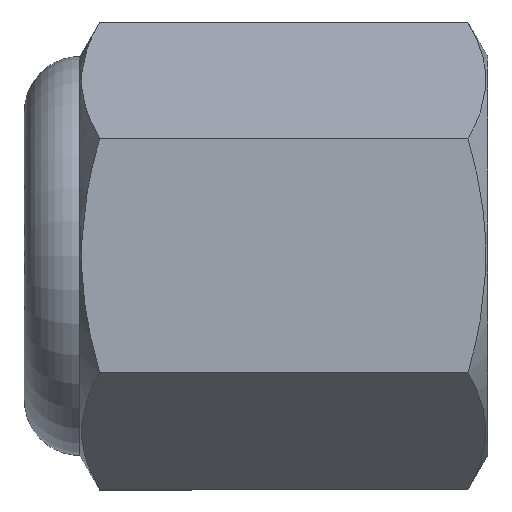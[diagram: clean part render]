
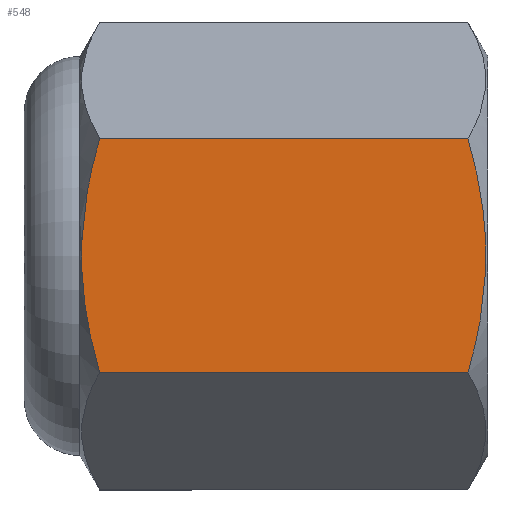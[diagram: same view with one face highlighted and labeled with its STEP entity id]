
A CAD part, top view. The second image highlights one B-rep face of the part: STEP entity #548.
In plain terms, the highlighted planar face has unit normal (0, 0, 1).
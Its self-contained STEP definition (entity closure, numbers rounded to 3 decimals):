
#355=CARTESIAN_POINT('',(12.16,3.206,5.556));
#356=VERTEX_POINT('',#355);
#364=CARTESIAN_POINT('',(12.16,-3.206,5.556));
#365=VERTEX_POINT('',#364);
#366=CARTESIAN_POINT('',(12.16,3.206,5.556));
#367=CARTESIAN_POINT('',(13.085,0.,5.556));
#368=CARTESIAN_POINT('',(12.16,-3.206,5.556));
#376=(BOUNDED_CURVE()B_SPLINE_CURVE(2,(#366,#367,#368),.UNSPECIFIED.,.F.,.U.)B_SPLINE_CURVE_WITH_KNOTS((3,3),(0.0,0.649),.UNSPECIFIED.)CURVE()GEOMETRIC_REPRESENTATION_ITEM()RATIONAL_B_SPLINE_CURVE((1.0,1.155,1.0))REPRESENTATION_ITEM(''));
#377=EDGE_CURVE('',#356,#365,#376,.T.);
#427=CARTESIAN_POINT('',(2.064,3.206,5.556));
#428=VERTEX_POINT('',#427);
#436=CARTESIAN_POINT('',(2.064,3.206,5.556));
#437=DIRECTION('',(1.0,0.0,0.0));
#438=VECTOR('',#437,10.096);
#439=LINE('',#436,#438);
#440=EDGE_CURVE('',#428,#356,#439,.T.);
#453=CARTESIAN_POINT('',(2.064,-3.206,5.556));
#454=VERTEX_POINT('',#453);
#455=CARTESIAN_POINT('',(12.16,-3.206,5.556));
#456=DIRECTION('',(-1.0,0.0,0.0));
#457=VECTOR('',#456,10.096);
#458=LINE('',#455,#457);
#459=EDGE_CURVE('',#365,#454,#458,.T.);
#525=CARTESIAN_POINT('',(12.7,-4.0,5.556));
#526=DIRECTION('',(0.0,0.0,-1.0));
#527=DIRECTION('',(-1.0,0.0,0.0));
#528=AXIS2_PLACEMENT_3D('',#525,#526,#527);
#529=PLANE('',#528);
#530=CARTESIAN_POINT('',(2.064,-3.206,5.556));
#531=CARTESIAN_POINT('',(1.139,0.,5.556));
#532=CARTESIAN_POINT('',(2.064,3.206,5.556));
#540=(BOUNDED_CURVE()B_SPLINE_CURVE(2,(#530,#531,#532),.UNSPECIFIED.,.F.,.U.)B_SPLINE_CURVE_WITH_KNOTS((3,3),(0.0,0.649),.UNSPECIFIED.)CURVE()GEOMETRIC_REPRESENTATION_ITEM()RATIONAL_B_SPLINE_CURVE((1.0,1.155,1.0))REPRESENTATION_ITEM(''));
#541=EDGE_CURVE('',#454,#428,#540,.T.);
#542=ORIENTED_EDGE('',*,*,#541,.F.);
#543=ORIENTED_EDGE('',*,*,#459,.F.);
#544=ORIENTED_EDGE('',*,*,#377,.F.);
#545=ORIENTED_EDGE('',*,*,#440,.F.);
#546=EDGE_LOOP('',(#542,#543,#544,#545));
#547=FACE_OUTER_BOUND('',#546,.T.);
#548=ADVANCED_FACE('',(#547),#529,.F.);
